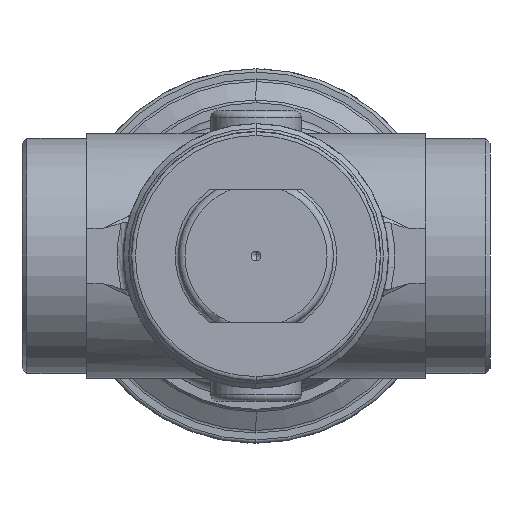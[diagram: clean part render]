
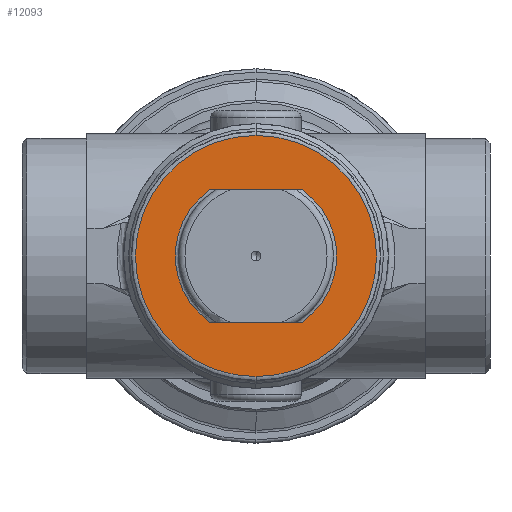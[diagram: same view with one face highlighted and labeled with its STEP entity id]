
A CAD part, front view. The second image highlights one B-rep face of the part: STEP entity #12093.
In plain terms, the highlighted planar face has unit normal (0, -1, 0).
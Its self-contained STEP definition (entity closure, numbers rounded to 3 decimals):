
#391 = EDGE_LOOP ( 'NONE', ( #12037, #9322, #7365, #2615 ) ) ;
#461 = AXIS2_PLACEMENT_3D ( 'NONE', #1161, #9938, #2265 ) ;
#731 = EDGE_LOOP ( 'NONE', ( #2680, #4610 ) ) ;
#1161 = CARTESIAN_POINT ( 'NONE',  ( 0., -79., 0. ) ) ;
#1378 = CARTESIAN_POINT ( 'NONE',  ( 14.309, -79., -20.5 ) ) ;
#1909 = CARTESIAN_POINT ( 'NONE',  ( 14.309, -79., 20.5 ) ) ;
#2265 = DIRECTION ( 'NONE',  ( 0., 0., -1. ) ) ;
#2316 = CARTESIAN_POINT ( 'NONE',  ( 0., -79., 0. ) ) ;
#2615 = ORIENTED_EDGE ( 'NONE', *, *, #9078, .F. ) ;
#2680 = ORIENTED_EDGE ( 'NONE', *, *, #3326, .F. ) ;
#2868 = VERTEX_POINT ( 'NONE', #10895 ) ;
#2954 = DIRECTION ( 'NONE',  ( 0., 1., 0. ) ) ;
#3326 = EDGE_CURVE ( 'NONE', #8361, #2868, #8128, .T. ) ;
#3515 = DIRECTION ( 'NONE',  ( 0., 0., -1. ) ) ;
#3754 = CARTESIAN_POINT ( 'NONE',  ( 0., -79., -37.369 ) ) ;
#4171 = EDGE_CURVE ( 'NONE', #8334, #14000, #4367, .T. ) ;
#4272 = LINE ( 'NONE', #14740, #10356 ) ;
#4367 = CIRCLE ( 'NONE', #461, 25. ) ;
#4610 = ORIENTED_EDGE ( 'NONE', *, *, #5923, .F. ) ;
#5029 = CARTESIAN_POINT ( 'NONE',  ( -14.309, -79., -20.5 ) ) ;
#5343 = AXIS2_PLACEMENT_3D ( 'NONE', #16030, #8507, #3515 ) ;
#5923 = EDGE_CURVE ( 'NONE', #2868, #8361, #15693, .T. ) ;
#6048 = AXIS2_PLACEMENT_3D ( 'NONE', #8752, #11043, #16101 ) ;
#6080 = DIRECTION ( 'NONE',  ( -1., 0., 0. ) ) ;
#6118 = AXIS2_PLACEMENT_3D ( 'NONE', #2316, #11084, #12304 ) ;
#7184 = LINE ( 'NONE', #9023, #14820 ) ;
#7273 = EDGE_CURVE ( 'NONE', #8334, #10729, #4272, .T. ) ;
#7365 = ORIENTED_EDGE ( 'NONE', *, *, #4171, .T. ) ;
#8007 = AXIS2_PLACEMENT_3D ( 'NONE', #11888, #2954, #8387 ) ;
#8128 = CIRCLE ( 'NONE', #6118, 37.369 ) ;
#8334 = VERTEX_POINT ( 'NONE', #5029 ) ;
#8361 = VERTEX_POINT ( 'NONE', #3754 ) ;
#8387 = DIRECTION ( 'NONE',  ( 0., 0., -1. ) ) ;
#8507 = DIRECTION ( 'NONE',  ( 0., 1., 0. ) ) ;
#8752 = CARTESIAN_POINT ( 'NONE',  ( 0., -79., 0. ) ) ;
#9023 = CARTESIAN_POINT ( 'NONE',  ( -40., -79., 20.5 ) ) ;
#9078 = EDGE_CURVE ( 'NONE', #15229, #14000, #7184, .T. ) ;
#9322 = ORIENTED_EDGE ( 'NONE', *, *, #7273, .F. ) ;
#9938 = DIRECTION ( 'NONE',  ( 0., 1., 0. ) ) ;
#10264 = CARTESIAN_POINT ( 'NONE',  ( -14.309, -79., 20.5 ) ) ;
#10319 = CIRCLE ( 'NONE', #8007, 25. ) ;
#10356 = VECTOR ( 'NONE', #14689, 1000. ) ;
#10729 = VERTEX_POINT ( 'NONE', #1378 ) ;
#10895 = CARTESIAN_POINT ( 'NONE',  ( 0., -79., 37.369 ) ) ;
#11043 = DIRECTION ( 'NONE',  ( 0., 1., 0. ) ) ;
#11084 = DIRECTION ( 'NONE',  ( 0., 1., 0. ) ) ;
#11888 = CARTESIAN_POINT ( 'NONE',  ( 0., -79., 0. ) ) ;
#12037 = ORIENTED_EDGE ( 'NONE', *, *, #13245, .T. ) ;
#12093 = ADVANCED_FACE ( 'NONE', ( #15902, #15709 ), #15962, .F. ) ;
#12304 = DIRECTION ( 'NONE',  ( 0., 0., -1. ) ) ;
#13245 = EDGE_CURVE ( 'NONE', #15229, #10729, #10319, .T. ) ;
#14000 = VERTEX_POINT ( 'NONE', #10264 ) ;
#14689 = DIRECTION ( 'NONE',  ( 1., 0., 0. ) ) ;
#14740 = CARTESIAN_POINT ( 'NONE',  ( -40., -79., -20.5 ) ) ;
#14820 = VECTOR ( 'NONE', #6080, 1000. ) ;
#15229 = VERTEX_POINT ( 'NONE', #1909 ) ;
#15693 = CIRCLE ( 'NONE', #6048, 37.369 ) ;
#15709 = FACE_OUTER_BOUND ( 'NONE', #731, .T. ) ;
#15902 = FACE_BOUND ( 'NONE', #391, .T. ) ;
#15962 = PLANE ( 'NONE',  #5343 ) ;
#16030 = CARTESIAN_POINT ( 'NONE',  ( 37.369, -79., 0. ) ) ;
#16101 = DIRECTION ( 'NONE',  ( 0., 0., -1. ) ) ;
